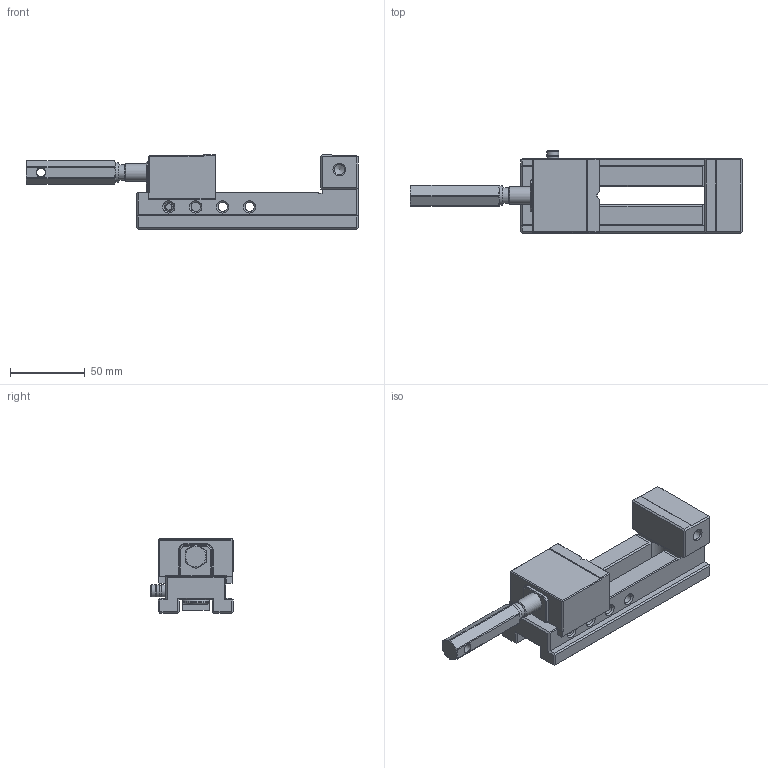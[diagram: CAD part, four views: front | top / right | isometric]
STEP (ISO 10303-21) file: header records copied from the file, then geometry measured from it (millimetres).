
FILE_DESCRIPTION(/* description */ (''),/* implementation_level */ '2;1');
FILE_NAME(/* name */ '32N_50_Mordaza.stp',/* time_stamp */ '2013-07-24T13:40:23+02:00',/* author */ (''),/* organization */ (''),/* preprocessor_version */ 'ST-DEVELOPER v11',/* originating_system */ 'SIEMENS PLM Software NX 7.5',/* authorisation */ '');
FILE_SCHEMA (('AUTOMOTIVE_DESIGN { 1 0 10303 214 1 1 1 1 }'));
Length unit declared in the file: millimetre
Products named in the file (1): 32N_50_Mordaza
Bounding box: 222 x 55 x 50 mm (x, y, z)
Volume: 212760.4 mm3; surface area: 58943.6 mm2
Topology: 7 solids, 7 shells, 317 faces, 804 edges, 509 vertices
Faces by surface type: plane 228, cylinder 46, cone 41, torus 2
Full cylindrical faces by diameter (mm): 3.432 x1, 4.25 x1, 4.351 x2, 5.1 x2, 5.9 x1, 6 x1, 6.1 x1, 6.2 x8, 6.5 x1, 6.985 x2, 8 x3, 9 x2, 9.2 x2, 9.5 x1, 10.3 x1, 10.579 x1, 11.732 x1, 13 x1
Entity records: 10512 total; most frequent: CARTESIAN_POINT 1736, DIRECTION 1466, ORIENTED_EDGE 1442, EDGE_CURVE 721, LINE 570, VECTOR 570, VERTEX_POINT 496, AXIS2_PLACEMENT_3D 448
